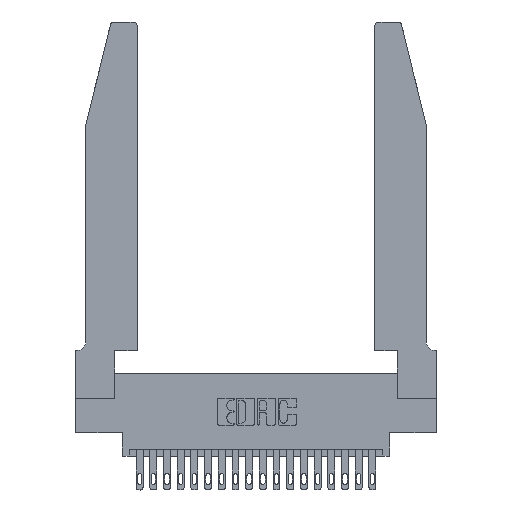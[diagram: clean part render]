
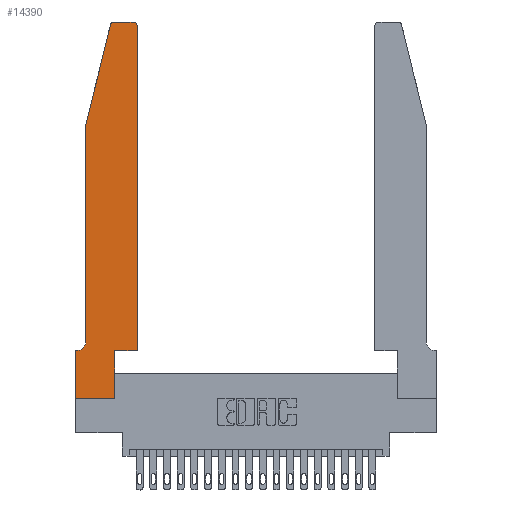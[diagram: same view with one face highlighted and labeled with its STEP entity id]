
A CAD part, top view. The second image highlights one B-rep face of the part: STEP entity #14390.
In plain terms, the highlighted planar face has unit normal (0, 0, 1).
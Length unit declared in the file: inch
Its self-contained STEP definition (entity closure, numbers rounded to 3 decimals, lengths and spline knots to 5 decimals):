
#295 = CARTESIAN_POINT ( 'NONE',  ( 0.0055, 0.42, 0.37 ) ) ;
#531 = VECTOR ( 'NONE', #13905, 39.37008 ) ;
#820 = LINE ( 'NONE', #5469, #531 ) ;
#824 = DIRECTION ( 'NONE',  ( -1., 0., 0. ) ) ;
#973 = DIRECTION ( 'NONE',  ( 1., 0., 0. ) ) ;
#1245 = VECTOR ( 'NONE', #3083, 39.37008 ) ;
#1940 = CARTESIAN_POINT ( 'NONE',  ( 0.284, 2.75, 0.37 ) ) ;
#2027 = VERTEX_POINT ( 'NONE', #9331 ) ;
#2373 = EDGE_CURVE ( 'NONE', #12063, #2027, #20527, .T. ) ;
#2517 = ORIENTED_EDGE ( 'NONE', *, *, #10153, .T. ) ;
#3075 = CARTESIAN_POINT ( 'NONE',  ( 0.284, 2.72, 0.37 ) ) ;
#3083 = DIRECTION ( 'NONE',  ( 0., -1., 0. ) ) ;
#3138 = DIRECTION ( 'NONE',  ( 0., 0., 1. ) ) ;
#3370 = LINE ( 'NONE', #15261, #1245 ) ;
#3516 = CARTESIAN_POINT ( 'NONE',  ( 0., 0.35, 0.37 ) ) ;
#3708 = ORIENTED_EDGE ( 'NONE', *, *, #20247, .T. ) ;
#4001 = LINE ( 'NONE', #9976, #6428 ) ;
#4087 = CARTESIAN_POINT ( 'NONE',  ( 0.2605, 2.75, 0.37 ) ) ;
#4145 = CIRCLE ( 'NONE', #17516, 0.07 ) ;
#4735 = ORIENTED_EDGE ( 'NONE', *, *, #8932, .T. ) ;
#4801 = EDGE_CURVE ( 'NONE', #8877, #16925, #3370, .T. ) ;
#4982 = CARTESIAN_POINT ( 'NONE',  ( 0.0755, 0.35, 0.37 ) ) ;
#5123 = DIRECTION ( 'NONE',  ( 0., 0., 1. ) ) ;
#5134 = ORIENTED_EDGE ( 'NONE', *, *, #12915, .T. ) ;
#5151 = CARTESIAN_POINT ( 'NONE',  ( 0., 0.35, 0.37 ) ) ;
#5450 = AXIS2_PLACEMENT_3D ( 'NONE', #11225, #11302, #973 ) ;
#5469 = CARTESIAN_POINT ( 'NONE',  ( 0., 0., 0.37 ) ) ;
#5549 = VECTOR ( 'NONE', #16169, 39.37008 ) ;
#5954 = CARTESIAN_POINT ( 'NONE',  ( 0.4505, 2.72, 0.37 ) ) ;
#6038 = AXIS2_PLACEMENT_3D ( 'NONE', #3075, #3138, #20293 ) ;
#6101 = CARTESIAN_POINT ( 'NONE',  ( 0.2865, 0.35, 0.37 ) ) ;
#6337 = VERTEX_POINT ( 'NONE', #8001 ) ;
#6359 = VECTOR ( 'NONE', #10777, 39.37008 ) ;
#6428 = VECTOR ( 'NONE', #21923, 39.37008 ) ;
#6440 = VERTEX_POINT ( 'NONE', #5954 ) ;
#7240 = VECTOR ( 'NONE', #13679, 39.37008 ) ;
#7446 = CARTESIAN_POINT ( 'NONE',  ( 0.4505, 0.35, 0.37 ) ) ;
#7517 = CARTESIAN_POINT ( 'NONE',  ( 0.0755, 2., 0.37 ) ) ;
#7783 = ORIENTED_EDGE ( 'NONE', *, *, #12877, .T. ) ;
#8001 = CARTESIAN_POINT ( 'NONE',  ( 0.0755, 2., 0.37 ) ) ;
#8202 = ORIENTED_EDGE ( 'NONE', *, *, #4801, .T. ) ;
#8262 = EDGE_CURVE ( 'NONE', #6337, #18781, #9959, .T. ) ;
#8528 = EDGE_CURVE ( 'NONE', #16925, #12063, #820, .T. ) ;
#8795 = PLANE ( 'NONE',  #19863 ) ;
#8804 = CARTESIAN_POINT ( 'NONE',  ( 0.0055, 0.35, 0.37 ) ) ;
#8877 = VERTEX_POINT ( 'NONE', #5151 ) ;
#8932 = EDGE_CURVE ( 'NONE', #19309, #6337, #4001, .T. ) ;
#9331 = CARTESIAN_POINT ( 'NONE',  ( 0.2865, 0.35, 0.37 ) ) ;
#9959 = LINE ( 'NONE', #7517, #7240 ) ;
#9976 = CARTESIAN_POINT ( 'NONE',  ( 0.0755, 2., 0.37 ) ) ;
#10153 = EDGE_CURVE ( 'NONE', #17538, #19309, #16829, .T. ) ;
#10451 = CARTESIAN_POINT ( 'NONE',  ( 0., 0., 0.37 ) ) ;
#10703 = CARTESIAN_POINT ( 'NONE',  ( 0.4505, 0.35, 0.37 ) ) ;
#10777 = DIRECTION ( 'NONE',  ( -1., 0., 0. ) ) ;
#10781 = CARTESIAN_POINT ( 'NONE',  ( 0.4505, 0.35, 0.37 ) ) ;
#10984 = VERTEX_POINT ( 'NONE', #8804 ) ;
#11075 = DIRECTION ( 'NONE',  ( 0., 0., -1. ) ) ;
#11225 = CARTESIAN_POINT ( 'NONE',  ( 0.4205, 2.72, 0.37 ) ) ;
#11302 = DIRECTION ( 'NONE',  ( 0., 0., 1. ) ) ;
#11413 = ORIENTED_EDGE ( 'NONE', *, *, #8528, .T. ) ;
#11622 = LINE ( 'NONE', #10781, #14567 ) ;
#12063 = VERTEX_POINT ( 'NONE', #21859 ) ;
#12104 = ORIENTED_EDGE ( 'NONE', *, *, #17635, .T. ) ;
#12855 = VECTOR ( 'NONE', #16901, 39.37008 ) ;
#12877 = EDGE_CURVE ( 'NONE', #18781, #10984, #4145, .T. ) ;
#12915 = EDGE_CURVE ( 'NONE', #2027, #14832, #11622, .T. ) ;
#13013 = LINE ( 'NONE', #4087, #6359 ) ;
#13679 = DIRECTION ( 'NONE',  ( 0., -1., 0. ) ) ;
#13839 = DIRECTION ( 'NONE',  ( 0., 1., 0. ) ) ;
#13905 = DIRECTION ( 'NONE',  ( 1., 0., 0. ) ) ;
#14157 = ORIENTED_EDGE ( 'NONE', *, *, #20143, .T. ) ;
#14390 = ADVANCED_FACE ( 'NONE', ( #14802 ), #8795, .T. ) ;
#14488 = CARTESIAN_POINT ( 'NONE',  ( 0.4205, 2.75, 0.37 ) ) ;
#14567 = VECTOR ( 'NONE', #16145, 39.37008 ) ;
#14743 = VECTOR ( 'NONE', #13839, 39.37008 ) ;
#14802 = FACE_OUTER_BOUND ( 'NONE', #18546, .T. ) ;
#14832 = VERTEX_POINT ( 'NONE', #7446 ) ;
#15133 = CARTESIAN_POINT ( 'NONE',  ( 0.25487, 2.72718, 0.37 ) ) ;
#15261 = CARTESIAN_POINT ( 'NONE',  ( 0., 0., 0.37 ) ) ;
#15270 = LINE ( 'NONE', #10703, #14743 ) ;
#15336 = EDGE_CURVE ( 'NONE', #10984, #8877, #18234, .T. ) ;
#15400 = ORIENTED_EDGE ( 'NONE', *, *, #15336, .T. ) ;
#16145 = DIRECTION ( 'NONE',  ( 1., 0., 0. ) ) ;
#16169 = DIRECTION ( 'NONE',  ( 0., 1., 0. ) ) ;
#16421 = ORIENTED_EDGE ( 'NONE', *, *, #2373, .T. ) ;
#16829 = CIRCLE ( 'NONE', #6038, 0.03 ) ;
#16901 = DIRECTION ( 'NONE',  ( -1., 0., 0. ) ) ;
#16925 = VERTEX_POINT ( 'NONE', #10451 ) ;
#17516 = AXIS2_PLACEMENT_3D ( 'NONE', #295, #11075, #824 ) ;
#17538 = VERTEX_POINT ( 'NONE', #1940 ) ;
#17635 = EDGE_CURVE ( 'NONE', #21537, #17538, #13013, .T. ) ;
#18234 = LINE ( 'NONE', #4982, #12855 ) ;
#18546 = EDGE_LOOP ( 'NONE', ( #12104, #2517, #4735, #20214, #7783, #15400, #8202, #11413, #16421, #5134, #14157, #3708 ) ) ;
#18762 = CIRCLE ( 'NONE', #5450, 0.03 ) ;
#18781 = VERTEX_POINT ( 'NONE', #22004 ) ;
#19309 = VERTEX_POINT ( 'NONE', #15133 ) ;
#19863 = AXIS2_PLACEMENT_3D ( 'NONE', #3516, #5123, #20758 ) ;
#20143 = EDGE_CURVE ( 'NONE', #14832, #6440, #15270, .T. ) ;
#20214 = ORIENTED_EDGE ( 'NONE', *, *, #8262, .T. ) ;
#20247 = EDGE_CURVE ( 'NONE', #6440, #21537, #18762, .T. ) ;
#20293 = DIRECTION ( 'NONE',  ( 1., 0., 0. ) ) ;
#20527 = LINE ( 'NONE', #6101, #5549 ) ;
#20758 = DIRECTION ( 'NONE',  ( 1., 0., 0. ) ) ;
#21537 = VERTEX_POINT ( 'NONE', #14488 ) ;
#21859 = CARTESIAN_POINT ( 'NONE',  ( 0.2865, 0., 0.37 ) ) ;
#21923 = DIRECTION ( 'NONE',  ( -0.239, -0.971, 0. ) ) ;
#22004 = CARTESIAN_POINT ( 'NONE',  ( 0.0755, 0.42, 0.37 ) ) ;
